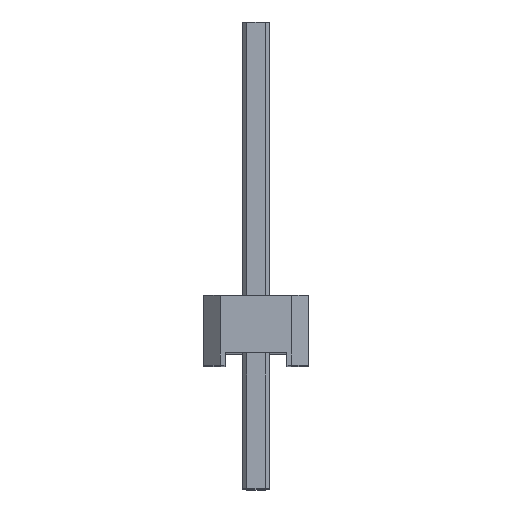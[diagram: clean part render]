
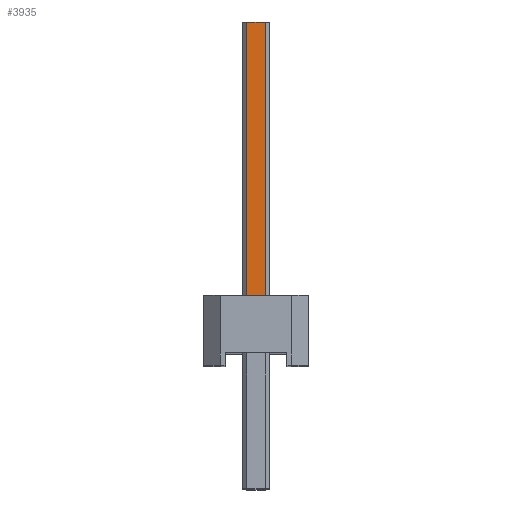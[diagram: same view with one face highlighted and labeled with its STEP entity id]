
A CAD part, top view. The second image highlights one B-rep face of the part: STEP entity #3935.
In plain terms, the highlighted planar face has unit normal (0, 0, 1).
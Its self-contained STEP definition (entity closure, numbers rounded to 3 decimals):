
#164 = EDGE_CURVE ( 'NONE', #2189, #6278, #2949, .T. ) ;
#231 = DIRECTION ( 'NONE',  ( 0., 1., 0. ) ) ;
#288 = DIRECTION ( 'NONE',  ( 0., 0., 1. ) ) ;
#432 = EDGE_CURVE ( 'NONE', #2189, #8339, #3278, .T. ) ;
#635 = VERTEX_POINT ( 'NONE', #7037 ) ;
#769 = ORIENTED_EDGE ( 'NONE', *, *, #4321, .F. ) ;
#782 = VECTOR ( 'NONE', #231, 1000. ) ;
#1584 = EDGE_CURVE ( 'NONE', #6278, #635, #3516, .T. ) ;
#1596 = PLANE ( 'NONE',  #7884 ) ;
#1639 = ORIENTED_EDGE ( 'NONE', *, *, #1584, .T. ) ;
#1714 = CARTESIAN_POINT ( 'NONE',  ( 0., 1.7, 18.1 ) ) ;
#2189 = VERTEX_POINT ( 'NONE', #8428 ) ;
#2373 = VECTOR ( 'NONE', #6847, 1000. ) ;
#2618 = ORIENTED_EDGE ( 'NONE', *, *, #432, .F. ) ;
#2802 = CARTESIAN_POINT ( 'NONE',  ( -0.22, -3., 18.1 ) ) ;
#2949 = LINE ( 'NONE', #1714, #6611 ) ;
#3278 = LINE ( 'NONE', #2802, #6894 ) ;
#3516 = LINE ( 'NONE', #4291, #782 ) ;
#3935 = ADVANCED_FACE ( 'NONE', ( #4801 ), #1596, .T. ) ;
#4087 = EDGE_LOOP ( 'NONE', ( #2618, #5352, #1639, #769 ) ) ;
#4291 = CARTESIAN_POINT ( 'NONE',  ( 0.22, -3., 18.1 ) ) ;
#4321 = EDGE_CURVE ( 'NONE', #8339, #635, #7608, .T. ) ;
#4336 = CARTESIAN_POINT ( 'NONE',  ( -0.22, -3., 18.1 ) ) ;
#4801 = FACE_OUTER_BOUND ( 'NONE', #4087, .T. ) ;
#4887 = DIRECTION ( 'NONE',  ( 0., 1., 0. ) ) ;
#5031 = DIRECTION ( 'NONE',  ( 1., 0., 0. ) ) ;
#5352 = ORIENTED_EDGE ( 'NONE', *, *, #164, .T. ) ;
#6278 = VERTEX_POINT ( 'NONE', #7867 ) ;
#6493 = DIRECTION ( 'NONE',  ( 1., 0., 0. ) ) ;
#6611 = VECTOR ( 'NONE', #6493, 1000. ) ;
#6847 = DIRECTION ( 'NONE',  ( 1., 0., 0. ) ) ;
#6894 = VECTOR ( 'NONE', #4887, 1000. ) ;
#7037 = CARTESIAN_POINT ( 'NONE',  ( 0.22, 8.34, 18.1 ) ) ;
#7608 = LINE ( 'NONE', #8197, #2373 ) ;
#7867 = CARTESIAN_POINT ( 'NONE',  ( 0.22, 1.7, 18.1 ) ) ;
#7884 = AXIS2_PLACEMENT_3D ( 'NONE', #4336, #288, #5031 ) ;
#8197 = CARTESIAN_POINT ( 'NONE',  ( -0.22, 8.34, 18.1 ) ) ;
#8339 = VERTEX_POINT ( 'NONE', #8795 ) ;
#8428 = CARTESIAN_POINT ( 'NONE',  ( -0.22, 1.7, 18.1 ) ) ;
#8795 = CARTESIAN_POINT ( 'NONE',  ( -0.22, 8.34, 18.1 ) ) ;
